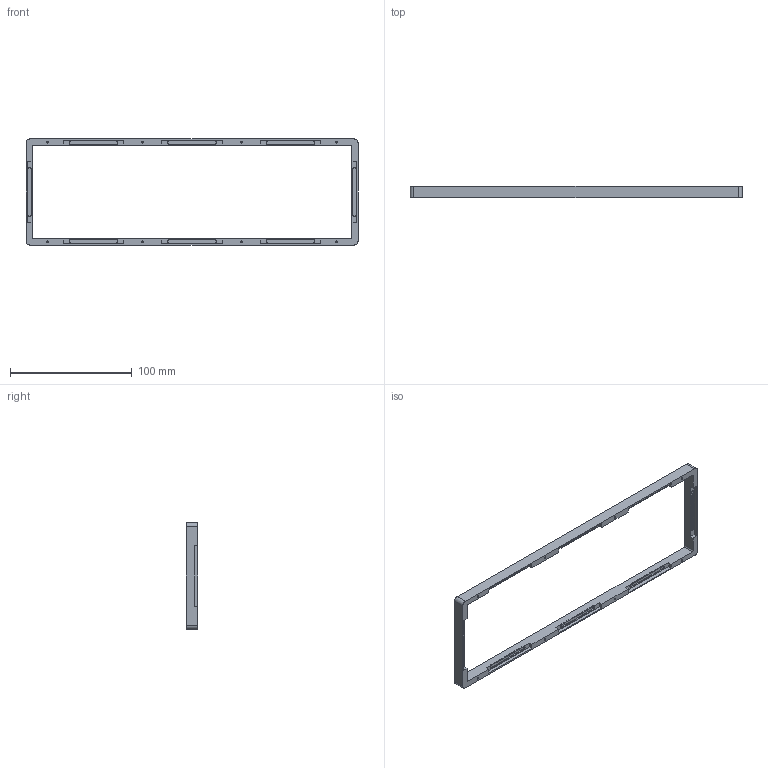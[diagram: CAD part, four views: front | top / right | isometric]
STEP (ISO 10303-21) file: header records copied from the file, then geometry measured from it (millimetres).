
FILE_DESCRIPTION(/* description */ (''),/* implementation_level */ '2;1');
FILE_NAME(/* name */ '~40% top.step',/* time_stamp */ '2020-06-29T16:26:48+02:00',/* author */ (''),/* organization */ (''),/* preprocessor_version */ 'ST-DEVELOPER v18.1',/* originating_system */ 'Autodesk Translation Framework v9.3.0.1241',/* authorisation */ '');
FILE_SCHEMA (('AUTOMOTIVE_DESIGN { 1 0 10303 214 3 1 1 }'));
Length unit declared in the file: millimetre
Products named in the file (1): FusionComponent
Bounding box: 272.89 x 9.5 x 87.15 mm (x, y, z)
Volume: 27377.6 mm3; surface area: 21245.8 mm2
Topology: 1 solids, 1 shells, 106 faces, 264 edges, 176 vertices
Faces by surface type: plane 74, cylinder 32
Full cylindrical faces by diameter (mm): 1.623 x8
Entity records: 3196 total; most frequent: CARTESIAN_POINT 547, DIRECTION 542, ORIENTED_EDGE 528, EDGE_CURVE 264, LINE 200, VECTOR 200, VERTEX_POINT 176, AXIS2_PLACEMENT_3D 171
